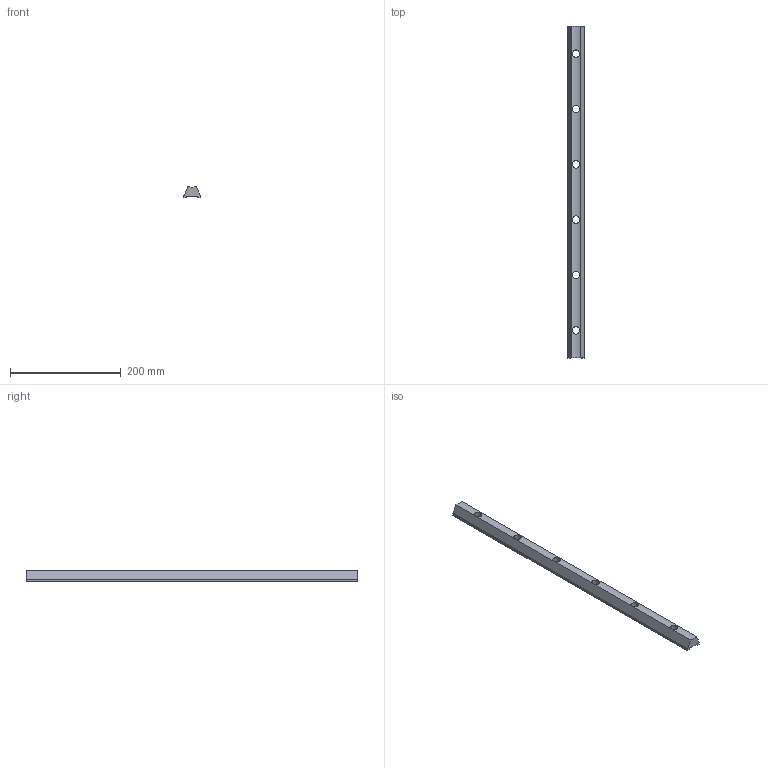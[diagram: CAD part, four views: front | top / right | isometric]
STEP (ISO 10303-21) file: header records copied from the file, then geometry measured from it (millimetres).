
FILE_DESCRIPTION( ( 'STEP AP214' ), '1' );
FILE_NAME( 'STSU-40.stp', '2010-07-30T09:28:21', ( ' ' ), ( ' ' ), 'XStep 1.0', ' ', ' ' );
FILE_SCHEMA( ( 'CONFIG_CONTROL_DESIGN) ( )' ) );
Length unit declared in the file: metre
Products named in the file (1): 1
Bounding box: 30 x 600 x 20.46 mm (x, y, z)
Volume: 232889.7 mm3; surface area: 60894 mm2
Topology: 1 solids, 1 shells, 19 faces, 57 edges, 40 vertices
Faces by surface type: plane 12, cylinder 7
Full cylindrical faces by diameter (mm): 13.5 x6
Entity records: 1271 total; most frequent: CARTESIAN_POINT 627, ORIENTED_EDGE 90, DIRECTION 87, EDGE_CURVE 45, EDGE_LOOP 37, VERTEX_POINT 34, LINE 31, VECTOR 31
